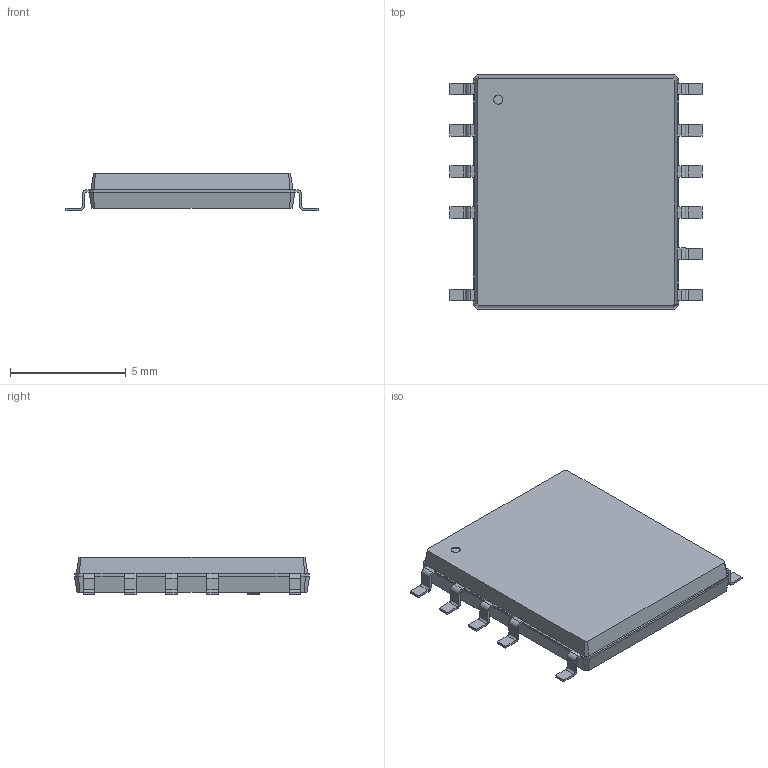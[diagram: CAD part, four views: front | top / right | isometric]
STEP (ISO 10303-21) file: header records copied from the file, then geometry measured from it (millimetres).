
FILE_DESCRIPTION(/* description */ ('model of PowerIntegrations_eSOP-12B'),/* implementation_level */ '2;1');
FILE_NAME(/* name */ 'PowerIntegrations_eSOP-12B.step',/* time_stamp */ '2018-11-03T20:33:09',/* author */ ('kicad StepUp','ksu'),/* organization */ ('FreeCAD'),/* preprocessor_version */ 'OCC',/* originating_system */ 'kicad StepUp',/* authorisation */ '');
FILE_SCHEMA(('AUTOMOTIVE_DESIGN { 1 0 10303 214 1 1 1 1 }'));
Length unit declared in the file: millimetre
Products named in the file (1): PowerIntegrations_eSOP_12B
Bounding box: 10.9 x 10.16 x 1.6 mm (x, y, z)
Volume: 131.5 mm3; surface area: 250.8 mm2
Topology: 1 solids, 1 shells, 201 faces, 526 edges, 328 vertices
Faces by surface type: plane 121, cylinder 45, bspline 35
Full cylindrical faces by diameter (mm): 0.4 x1
Entity records: 3946 total; most frequent: ORIENTED_EDGE 904, EDGE_CURVE 526, CARTESIAN_POINT 441, VERTEX_POINT 328, LINE 327, AXIS2_PLACEMENT_3D 223, FACE_BOUND 202, EDGE_LOOP 202
